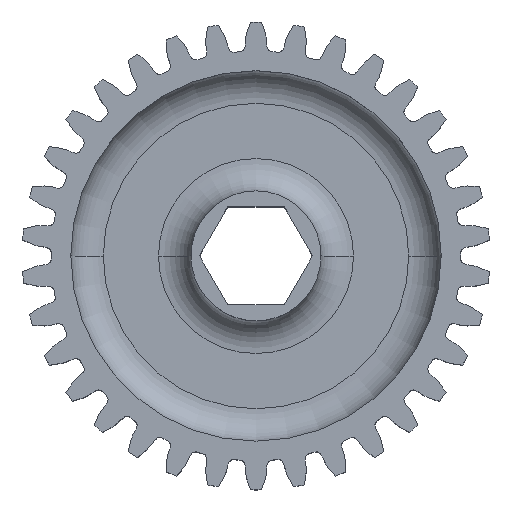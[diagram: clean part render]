
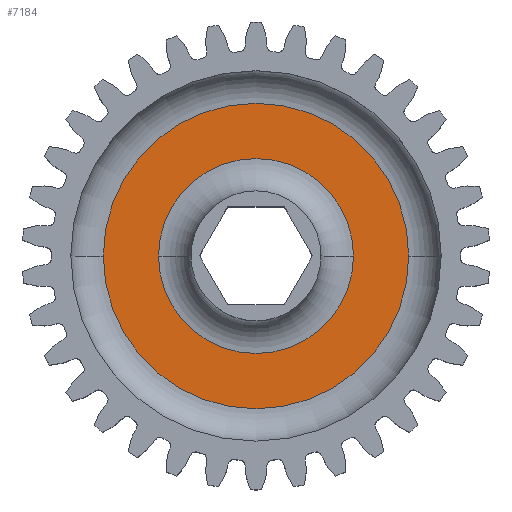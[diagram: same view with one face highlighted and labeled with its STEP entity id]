
A CAD part, top view. The second image highlights one B-rep face of the part: STEP entity #7184.
In plain terms, the highlighted planar face has unit normal (0, 0, 1).
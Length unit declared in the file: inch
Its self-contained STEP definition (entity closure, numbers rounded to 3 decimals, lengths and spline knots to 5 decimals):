
#100 = DIRECTION ( 'NONE',  ( 0., 0., -1. ) ) ;
#661 = CARTESIAN_POINT ( 'NONE',  ( -0.5875, 0., -0.0975 ) ) ;
#836 = EDGE_CURVE ( 'NONE', #6268, #4778, #7468, .T. ) ;
#946 = AXIS2_PLACEMENT_3D ( 'NONE', #2358, #100, #4709 ) ;
#1255 = CARTESIAN_POINT ( 'NONE',  ( -0.375, 0., -0.0975 ) ) ;
#1458 = DIRECTION ( 'NONE',  ( 0., 0., 1. ) ) ;
#1472 = EDGE_CURVE ( 'NONE', #5057, #5843, #3824, .T. ) ;
#1923 = AXIS2_PLACEMENT_3D ( 'NONE', #4860, #10411, #7138 ) ;
#2320 = DIRECTION ( 'NONE',  ( 0., 0., 1. ) ) ;
#2358 = CARTESIAN_POINT ( 'NONE',  ( 0., 0., -0.0975 ) ) ;
#2886 = CIRCLE ( 'NONE', #11369, 0.375 ) ;
#3239 = CARTESIAN_POINT ( 'NONE',  ( 0., 0., -0.0975 ) ) ;
#3654 = DIRECTION ( 'NONE',  ( 0., 0., -1. ) ) ;
#3824 = CIRCLE ( 'NONE', #4082, 0.5875 ) ;
#4082 = AXIS2_PLACEMENT_3D ( 'NONE', #3239, #2320, #9153 ) ;
#4535 = ORIENTED_EDGE ( 'NONE', *, *, #836, .T. ) ;
#4709 = DIRECTION ( 'NONE',  ( 1., 0., 0. ) ) ;
#4778 = VERTEX_POINT ( 'NONE', #9764 ) ;
#4788 = FACE_OUTER_BOUND ( 'NONE', #7103, .T. ) ;
#4860 = CARTESIAN_POINT ( 'NONE',  ( 0., 0., -0.0975 ) ) ;
#5057 = VERTEX_POINT ( 'NONE', #12815 ) ;
#5077 = ORIENTED_EDGE ( 'NONE', *, *, #6523, .T. ) ;
#5777 = DIRECTION ( 'NONE',  ( 1., 0., 0. ) ) ;
#5843 = VERTEX_POINT ( 'NONE', #661 ) ;
#5852 = PLANE ( 'NONE',  #13308 ) ;
#6268 = VERTEX_POINT ( 'NONE', #1255 ) ;
#6523 = EDGE_CURVE ( 'NONE', #5843, #5057, #8455, .T. ) ;
#6918 = FACE_BOUND ( 'NONE', #14223, .T. ) ;
#7103 = EDGE_LOOP ( 'NONE', ( #7485, #5077 ) ) ;
#7138 = DIRECTION ( 'NONE',  ( 1., 0., 0. ) ) ;
#7184 = ADVANCED_FACE ( 'NONE', ( #6918, #4788 ), #5852, .T. ) ;
#7304 = EDGE_CURVE ( 'NONE', #4778, #6268, #2886, .T. ) ;
#7468 = CIRCLE ( 'NONE', #946, 0.375 ) ;
#7485 = ORIENTED_EDGE ( 'NONE', *, *, #1472, .T. ) ;
#8455 = CIRCLE ( 'NONE', #1923, 0.5875 ) ;
#9153 = DIRECTION ( 'NONE',  ( 1., 0., 0. ) ) ;
#9764 = CARTESIAN_POINT ( 'NONE',  ( 0.375, 0., -0.0975 ) ) ;
#10411 = DIRECTION ( 'NONE',  ( 0., 0., 1. ) ) ;
#11369 = AXIS2_PLACEMENT_3D ( 'NONE', #11544, #3654, #5777 ) ;
#11544 = CARTESIAN_POINT ( 'NONE',  ( 0., 0., -0.0975 ) ) ;
#11696 = CARTESIAN_POINT ( 'NONE',  ( 0., 0., -0.0975 ) ) ;
#12815 = CARTESIAN_POINT ( 'NONE',  ( 0.5875, 0., -0.0975 ) ) ;
#13308 = AXIS2_PLACEMENT_3D ( 'NONE', #11696, #1458, #14116 ) ;
#13440 = ORIENTED_EDGE ( 'NONE', *, *, #7304, .T. ) ;
#14116 = DIRECTION ( 'NONE',  ( 1., 0., 0. ) ) ;
#14223 = EDGE_LOOP ( 'NONE', ( #13440, #4535 ) ) ;
